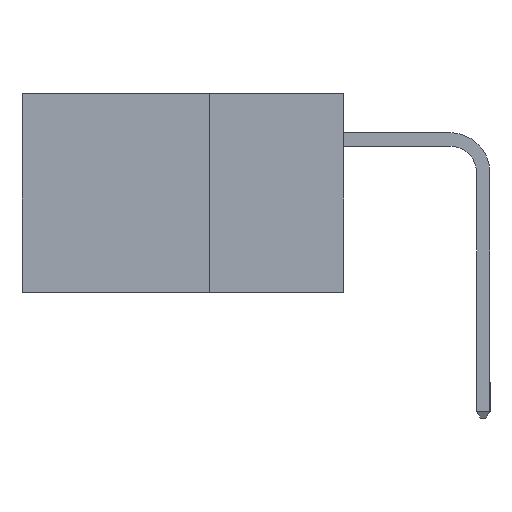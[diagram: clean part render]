
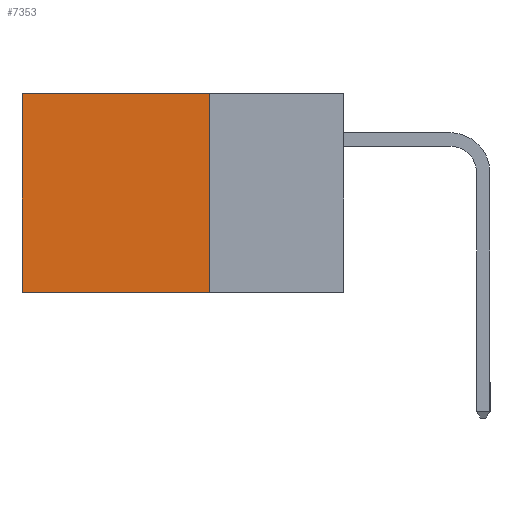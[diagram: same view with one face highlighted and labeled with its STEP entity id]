
A CAD part, left-side view. The second image highlights one B-rep face of the part: STEP entity #7353.
In plain terms, the highlighted planar face has unit normal (-1, 0, 0).
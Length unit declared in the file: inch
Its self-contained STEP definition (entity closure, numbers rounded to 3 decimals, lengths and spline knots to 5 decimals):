
#56 = LINE ( 'NONE', #8161, #5455 ) ;
#118 = VECTOR ( 'NONE', #9212, 39.37008 ) ;
#236 = EDGE_CURVE ( 'NONE', #3609, #2751, #56, .T. ) ;
#571 = CARTESIAN_POINT ( 'NONE',  ( 0.298, 0.25, -0.37 ) ) ;
#921 = ORIENTED_EDGE ( 'NONE', *, *, #7646, .F. ) ;
#1137 = AXIS2_PLACEMENT_3D ( 'NONE', #3259, #9703, #5421 ) ;
#2550 = EDGE_LOOP ( 'NONE', ( #7306, #921, #6709, #10405 ) ) ;
#2703 = VECTOR ( 'NONE', #5656, 39.37008 ) ;
#2751 = VERTEX_POINT ( 'NONE', #4811 ) ;
#2893 = LINE ( 'NONE', #6531, #5411 ) ;
#3259 = CARTESIAN_POINT ( 'NONE',  ( 0.298, 0.25, 0. ) ) ;
#3609 = VERTEX_POINT ( 'NONE', #5485 ) ;
#4347 = PLANE ( 'NONE',  #1137 ) ;
#4576 = CARTESIAN_POINT ( 'NONE',  ( 0.298, 0.25, 0. ) ) ;
#4811 = CARTESIAN_POINT ( 'NONE',  ( 0.298, 0.6, 0. ) ) ;
#5411 = VECTOR ( 'NONE', #7627, 39.37008 ) ;
#5421 = DIRECTION ( 'NONE',  ( 0., 0., -1. ) ) ;
#5453 = VERTEX_POINT ( 'NONE', #14011 ) ;
#5455 = VECTOR ( 'NONE', #10298, 39.37008 ) ;
#5485 = CARTESIAN_POINT ( 'NONE',  ( 0.298, 0.25, 0. ) ) ;
#5517 = EDGE_CURVE ( 'NONE', #2751, #5453, #2893, .T. ) ;
#5656 = DIRECTION ( 'NONE',  ( 0., 0., -1. ) ) ;
#6531 = CARTESIAN_POINT ( 'NONE',  ( 0.298, 0.6, 0. ) ) ;
#6709 = ORIENTED_EDGE ( 'NONE', *, *, #10056, .F. ) ;
#7306 = ORIENTED_EDGE ( 'NONE', *, *, #5517, .T. ) ;
#7353 = ADVANCED_FACE ( 'NONE', ( #12855 ), #4347, .F. ) ;
#7627 = DIRECTION ( 'NONE',  ( 0., 0., -1. ) ) ;
#7646 = EDGE_CURVE ( 'NONE', #8928, #5453, #8743, .T. ) ;
#8161 = CARTESIAN_POINT ( 'NONE',  ( 0.298, 0.25, 0. ) ) ;
#8434 = LINE ( 'NONE', #4576, #2703 ) ;
#8743 = LINE ( 'NONE', #571, #118 ) ;
#8928 = VERTEX_POINT ( 'NONE', #12790 ) ;
#9212 = DIRECTION ( 'NONE',  ( 0., 1., 0. ) ) ;
#9703 = DIRECTION ( 'NONE',  ( 1., 0., 0. ) ) ;
#10056 = EDGE_CURVE ( 'NONE', #3609, #8928, #8434, .T. ) ;
#10298 = DIRECTION ( 'NONE',  ( 0., 1., 0. ) ) ;
#10405 = ORIENTED_EDGE ( 'NONE', *, *, #236, .T. ) ;
#12790 = CARTESIAN_POINT ( 'NONE',  ( 0.298, 0.25, -0.37 ) ) ;
#12855 = FACE_OUTER_BOUND ( 'NONE', #2550, .T. ) ;
#14011 = CARTESIAN_POINT ( 'NONE',  ( 0.298, 0.6, -0.37 ) ) ;
